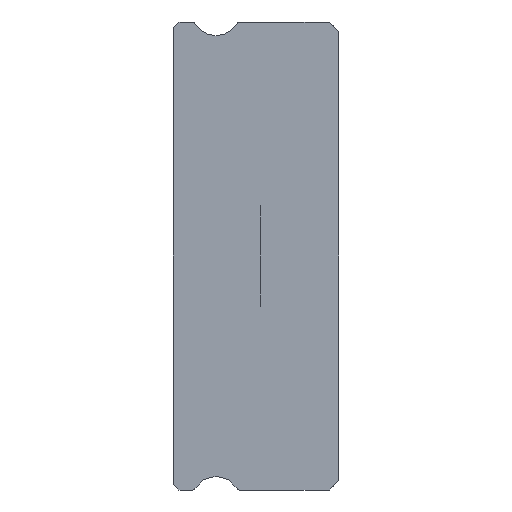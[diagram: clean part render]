
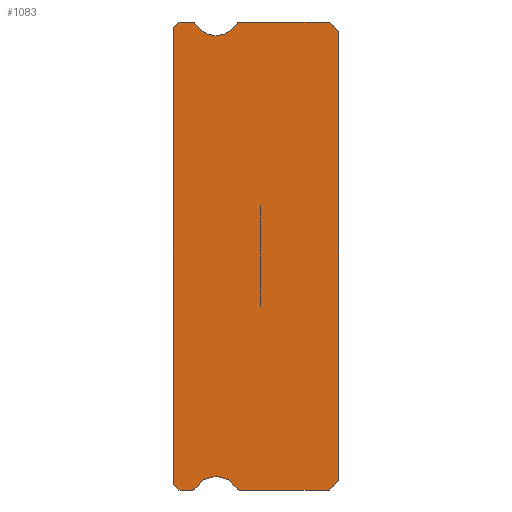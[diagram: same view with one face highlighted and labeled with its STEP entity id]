
A CAD part, left-side view. The second image highlights one B-rep face of the part: STEP entity #1083.
In plain terms, the highlighted planar face has unit normal (-1, 0, 0).
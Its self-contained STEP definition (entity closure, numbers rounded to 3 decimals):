
#72 = VERTEX_POINT ( 'NONE', #2129 ) ;
#97 = DIRECTION ( 'NONE',  ( 0., 0., -1. ) ) ;
#126 = VECTOR ( 'NONE', #4448, 1000. ) ;
#214 = VECTOR ( 'NONE', #5947, 1000. ) ;
#259 = AXIS2_PLACEMENT_3D ( 'NONE', #1510, #4556, #848 ) ;
#489 = DIRECTION ( 'NONE',  ( 0., -1., 0. ) ) ;
#567 = CARTESIAN_POINT ( 'NONE',  ( -10., 6.3, 12.55 ) ) ;
#605 = LINE ( 'NONE', #7970, #7020 ) ;
#668 = VERTEX_POINT ( 'NONE', #5044 ) ;
#688 = DIRECTION ( 'NONE',  ( 0., 0., -1. ) ) ;
#701 = VERTEX_POINT ( 'NONE', #1264 ) ;
#705 = DIRECTION ( 'NONE',  ( 0., 0., -1. ) ) ;
#727 = CIRCLE ( 'NONE', #7025, 1.25 ) ;
#848 = DIRECTION ( 'NONE',  ( 0., 0., -1. ) ) ;
#896 = VECTOR ( 'NONE', #3939, 1000. ) ;
#949 = LINE ( 'NONE', #5291, #214 ) ;
#997 = CARTESIAN_POINT ( 'NONE',  ( -10., 0.5, 12. ) ) ;
#1055 = VERTEX_POINT ( 'NONE', #5170 ) ;
#1083 = ADVANCED_FACE ( 'NONE', ( #1915 ), #6324, .F. ) ;
#1095 = EDGE_CURVE ( 'NONE', #1917, #4091, #5886, .T. ) ;
#1151 = CARTESIAN_POINT ( 'NONE',  ( -10., 8.2, -12. ) ) ;
#1160 = VECTOR ( 'NONE', #7865, 1000. ) ;
#1213 = CARTESIAN_POINT ( 'NONE',  ( -10., 6.3, 11.3 ) ) ;
#1218 = DIRECTION ( 'NONE',  ( 1., 0., 0. ) ) ;
#1264 = CARTESIAN_POINT ( 'NONE',  ( -10., 8.2, -12. ) ) ;
#1276 = LINE ( 'NONE', #1151, #7218 ) ;
#1381 = EDGE_CURVE ( 'NONE', #4091, #1675, #3895, .T. ) ;
#1510 = CARTESIAN_POINT ( 'NONE',  ( -10., 5.088, 11.85 ) ) ;
#1533 = AXIS2_PLACEMENT_3D ( 'NONE', #4726, #1673, #4806 ) ;
#1584 = CARTESIAN_POINT ( 'NONE',  ( -10., 8.5, 11.7 ) ) ;
#1616 = EDGE_CURVE ( 'NONE', #1977, #6216, #5096, .T. ) ;
#1673 = DIRECTION ( 'NONE',  ( -1., 0., 0. ) ) ;
#1675 = VERTEX_POINT ( 'NONE', #6053 ) ;
#1680 = EDGE_CURVE ( 'NONE', #701, #1675, #3606, .T. ) ;
#1718 = DIRECTION ( 'NONE',  ( 0., 1., 0. ) ) ;
#1873 = DIRECTION ( 'NONE',  ( 0., 1., 0. ) ) ;
#1894 = EDGE_CURVE ( 'NONE', #4268, #3667, #6282, .T. ) ;
#1915 = FACE_OUTER_BOUND ( 'NONE', #2246, .T. ) ;
#1917 = VERTEX_POINT ( 'NONE', #8081 ) ;
#1977 = VERTEX_POINT ( 'NONE', #1213 ) ;
#1993 = CARTESIAN_POINT ( 'NONE',  ( -10., 7.512, 11.85 ) ) ;
#2032 = CARTESIAN_POINT ( 'NONE',  ( -10., 8.2, 12. ) ) ;
#2040 = CARTESIAN_POINT ( 'NONE',  ( -10., 7.512, 12. ) ) ;
#2129 = CARTESIAN_POINT ( 'NONE',  ( -10., 0., -11.5 ) ) ;
#2246 = EDGE_LOOP ( 'NONE', ( #3454, #7377, #2976, #5645, #5893, #5042, #5467, #4287, #7090, #5481, #3924, #5346, #3702, #6326, #3839, #4884, #4120 ) ) ;
#2317 = AXIS2_PLACEMENT_3D ( 'NONE', #3305, #2681, #4531 ) ;
#2422 = CARTESIAN_POINT ( 'NONE',  ( -10., 8.5, 11.85 ) ) ;
#2479 = DIRECTION ( 'NONE',  ( 0., 0., -1. ) ) ;
#2496 = EDGE_CURVE ( 'NONE', #8092, #2658, #605, .T. ) ;
#2516 = EDGE_CURVE ( 'NONE', #4266, #1977, #727, .T. ) ;
#2658 = VERTEX_POINT ( 'NONE', #2032 ) ;
#2681 = DIRECTION ( 'NONE',  ( -1., 0., 0. ) ) ;
#2810 = DIRECTION ( 'NONE',  ( 0., 0.707, -0.707 ) ) ;
#2976 = ORIENTED_EDGE ( 'NONE', *, *, #1680, .T. ) ;
#3051 = LINE ( 'NONE', #2422, #126 ) ;
#3305 = CARTESIAN_POINT ( 'NONE',  ( -10., 6.3, -12.55 ) ) ;
#3454 = ORIENTED_EDGE ( 'NONE', *, *, #7618, .F. ) ;
#3501 = LINE ( 'NONE', #6029, #1160 ) ;
#3606 = LINE ( 'NONE', #6129, #8112 ) ;
#3667 = VERTEX_POINT ( 'NONE', #7437 ) ;
#3672 = CIRCLE ( 'NONE', #7201, 0.15 ) ;
#3702 = ORIENTED_EDGE ( 'NONE', *, *, #1616, .F. ) ;
#3826 = CARTESIAN_POINT ( 'NONE',  ( -10., 7.512, -11.85 ) ) ;
#3839 = ORIENTED_EDGE ( 'NONE', *, *, #4961, .F. ) ;
#3887 = VECTOR ( 'NONE', #5422, 1000. ) ;
#3895 = CIRCLE ( 'NONE', #7449, 0.15 ) ;
#3911 = DIRECTION ( 'NONE',  ( 1., 0., 0. ) ) ;
#3924 = ORIENTED_EDGE ( 'NONE', *, *, #5205, .F. ) ;
#3939 = DIRECTION ( 'NONE',  ( 0., 0.707, -0.707 ) ) ;
#3988 = EDGE_CURVE ( 'NONE', #6216, #7776, #5401, .T. ) ;
#4091 = VERTEX_POINT ( 'NONE', #4746 ) ;
#4120 = ORIENTED_EDGE ( 'NONE', *, *, #6717, .T. ) ;
#4155 = AXIS2_PLACEMENT_3D ( 'NONE', #1993, #3911, #688 ) ;
#4161 = LINE ( 'NONE', #1584, #6291 ) ;
#4266 = VERTEX_POINT ( 'NONE', #5040 ) ;
#4268 = VERTEX_POINT ( 'NONE', #6926 ) ;
#4287 = ORIENTED_EDGE ( 'NONE', *, *, #7112, .F. ) ;
#4448 = DIRECTION ( 'NONE',  ( 0., 0., 1. ) ) ;
#4481 = CARTESIAN_POINT ( 'NONE',  ( -10., 0.5, 12. ) ) ;
#4531 = DIRECTION ( 'NONE',  ( 0., 0., -1. ) ) ;
#4556 = DIRECTION ( 'NONE',  ( 1., 0., 0. ) ) ;
#4608 = CARTESIAN_POINT ( 'NONE',  ( -10., 0., -11.5 ) ) ;
#4726 = CARTESIAN_POINT ( 'NONE',  ( -10., 6.3, 12.55 ) ) ;
#4746 = CARTESIAN_POINT ( 'NONE',  ( -10., 7.383, -11.925 ) ) ;
#4806 = DIRECTION ( 'NONE',  ( 0., 0., -1. ) ) ;
#4862 = EDGE_CURVE ( 'NONE', #8118, #1055, #5460, .T. ) ;
#4884 = ORIENTED_EDGE ( 'NONE', *, *, #2496, .T. ) ;
#4961 = EDGE_CURVE ( 'NONE', #8092, #4266, #7168, .T. ) ;
#5040 = CARTESIAN_POINT ( 'NONE',  ( -10., 7.383, 11.925 ) ) ;
#5042 = ORIENTED_EDGE ( 'NONE', *, *, #7233, .F. ) ;
#5044 = CARTESIAN_POINT ( 'NONE',  ( -10., 8.5, 11.7 ) ) ;
#5096 = CIRCLE ( 'NONE', #1533, 1.25 ) ;
#5170 = CARTESIAN_POINT ( 'NONE',  ( -10., 0., 11.5 ) ) ;
#5205 = EDGE_CURVE ( 'NONE', #7776, #8118, #949, .T. ) ;
#5291 = CARTESIAN_POINT ( 'NONE',  ( -10., 7.512, 12. ) ) ;
#5346 = ORIENTED_EDGE ( 'NONE', *, *, #3988, .F. ) ;
#5401 = CIRCLE ( 'NONE', #259, 0.15 ) ;
#5422 = DIRECTION ( 'NONE',  ( 0., -0.707, -0.707 ) ) ;
#5460 = LINE ( 'NONE', #997, #3887 ) ;
#5467 = ORIENTED_EDGE ( 'NONE', *, *, #1894, .F. ) ;
#5481 = ORIENTED_EDGE ( 'NONE', *, *, #4862, .F. ) ;
#5488 = CARTESIAN_POINT ( 'NONE',  ( -10., 5.217, 11.925 ) ) ;
#5633 = CARTESIAN_POINT ( 'NONE',  ( -10., 7.512, 11.85 ) ) ;
#5645 = ORIENTED_EDGE ( 'NONE', *, *, #1381, .F. ) ;
#5658 = DIRECTION ( 'NONE',  ( 0., -0.707, -0.707 ) ) ;
#5886 = CIRCLE ( 'NONE', #2317, 1.25 ) ;
#5893 = ORIENTED_EDGE ( 'NONE', *, *, #1095, .F. ) ;
#5947 = DIRECTION ( 'NONE',  ( 0., -1., 0. ) ) ;
#5968 = CARTESIAN_POINT ( 'NONE',  ( -10., 8.5, -11.7 ) ) ;
#5999 = EDGE_CURVE ( 'NONE', #72, #1055, #3501, .T. ) ;
#6029 = CARTESIAN_POINT ( 'NONE',  ( -10., 0., 11.5 ) ) ;
#6053 = CARTESIAN_POINT ( 'NONE',  ( -10., 7.512, -12. ) ) ;
#6129 = CARTESIAN_POINT ( 'NONE',  ( -10., 7.512, -12. ) ) ;
#6134 = VECTOR ( 'NONE', #1873, 1000. ) ;
#6140 = AXIS2_PLACEMENT_3D ( 'NONE', #5633, #8133, #2479 ) ;
#6216 = VERTEX_POINT ( 'NONE', #5488 ) ;
#6276 = CARTESIAN_POINT ( 'NONE',  ( -10., 5.088, -11.85 ) ) ;
#6282 = LINE ( 'NONE', #7510, #6134 ) ;
#6291 = VECTOR ( 'NONE', #2810, 1000. ) ;
#6324 = PLANE ( 'NONE',  #4155 ) ;
#6326 = ORIENTED_EDGE ( 'NONE', *, *, #2516, .F. ) ;
#6339 = DIRECTION ( 'NONE',  ( 1., 0., 0. ) ) ;
#6425 = VERTEX_POINT ( 'NONE', #5968 ) ;
#6717 = EDGE_CURVE ( 'NONE', #2658, #668, #4161, .T. ) ;
#6926 = CARTESIAN_POINT ( 'NONE',  ( -10., 0.5, -12. ) ) ;
#7020 = VECTOR ( 'NONE', #1718, 1000. ) ;
#7025 = AXIS2_PLACEMENT_3D ( 'NONE', #567, #8058, #7474 ) ;
#7090 = ORIENTED_EDGE ( 'NONE', *, *, #5999, .T. ) ;
#7112 = EDGE_CURVE ( 'NONE', #72, #4268, #7230, .T. ) ;
#7168 = CIRCLE ( 'NONE', #6140, 0.15 ) ;
#7201 = AXIS2_PLACEMENT_3D ( 'NONE', #6276, #1218, #97 ) ;
#7218 = VECTOR ( 'NONE', #5658, 1000. ) ;
#7230 = LINE ( 'NONE', #4608, #896 ) ;
#7233 = EDGE_CURVE ( 'NONE', #3667, #1917, #3672, .T. ) ;
#7377 = ORIENTED_EDGE ( 'NONE', *, *, #8030, .T. ) ;
#7437 = CARTESIAN_POINT ( 'NONE',  ( -10., 5.088, -12. ) ) ;
#7449 = AXIS2_PLACEMENT_3D ( 'NONE', #3826, #6339, #705 ) ;
#7474 = DIRECTION ( 'NONE',  ( 0., 0., -1. ) ) ;
#7510 = CARTESIAN_POINT ( 'NONE',  ( -10., 7.512, -12. ) ) ;
#7618 = EDGE_CURVE ( 'NONE', #6425, #668, #3051, .T. ) ;
#7681 = CARTESIAN_POINT ( 'NONE',  ( -10., 5.088, 12. ) ) ;
#7776 = VERTEX_POINT ( 'NONE', #7681 ) ;
#7865 = DIRECTION ( 'NONE',  ( 0., 0., 1. ) ) ;
#7970 = CARTESIAN_POINT ( 'NONE',  ( -10., 8.2, 12. ) ) ;
#8030 = EDGE_CURVE ( 'NONE', #6425, #701, #1276, .T. ) ;
#8058 = DIRECTION ( 'NONE',  ( -1., 0., 0. ) ) ;
#8081 = CARTESIAN_POINT ( 'NONE',  ( -10., 5.217, -11.925 ) ) ;
#8092 = VERTEX_POINT ( 'NONE', #2040 ) ;
#8112 = VECTOR ( 'NONE', #489, 1000. ) ;
#8118 = VERTEX_POINT ( 'NONE', #4481 ) ;
#8133 = DIRECTION ( 'NONE',  ( 1., 0., 0. ) ) ;
